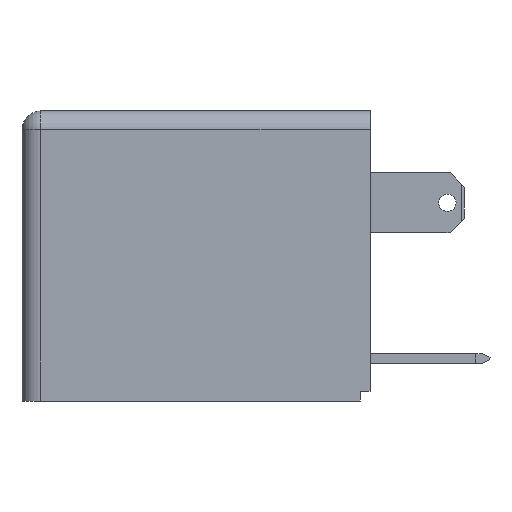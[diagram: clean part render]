
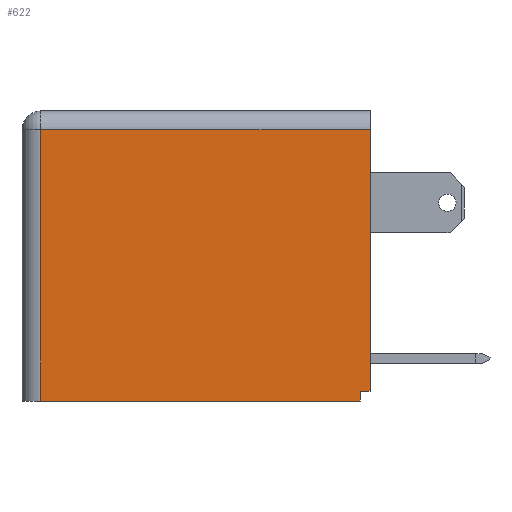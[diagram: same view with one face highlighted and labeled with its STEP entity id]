
A CAD part, left-side view. The second image highlights one B-rep face of the part: STEP entity #622.
In plain terms, the highlighted planar face has unit normal (-1, 0, 0).
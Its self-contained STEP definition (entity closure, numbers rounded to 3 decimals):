
#15 = ORIENTED_EDGE ( 'NONE', *, *, #339, .T. ) ;
#51 = DIRECTION ( 'NONE',  ( 0., -1., 0. ) ) ;
#68 = CARTESIAN_POINT ( 'NONE',  ( -10.85, -23.4, 12.3 ) ) ;
#88 = DIRECTION ( 'NONE',  ( 0., 0., -1. ) ) ;
#97 = LINE ( 'NONE', #227, #427 ) ;
#103 = ORIENTED_EDGE ( 'NONE', *, *, #2160, .F. ) ;
#227 = CARTESIAN_POINT ( 'NONE',  ( -10.85, 10.65, -15.75 ) ) ;
#252 = CARTESIAN_POINT ( 'NONE',  ( -10.85, -23.4, -14.75 ) ) ;
#283 = AXIS2_PLACEMENT_3D ( 'NONE', #1447, #463, #289 ) ;
#289 = DIRECTION ( 'NONE',  ( 0., 0., 1. ) ) ;
#339 = EDGE_CURVE ( 'NONE', #1484, #543, #676, .T. ) ;
#365 = VECTOR ( 'NONE', #1500, 1000. ) ;
#416 = LINE ( 'NONE', #1365, #365 ) ;
#427 = VECTOR ( 'NONE', #88, 1000. ) ;
#463 = DIRECTION ( 'NONE',  ( -1., 0., 0. ) ) ;
#488 = VECTOR ( 'NONE', #51, 1000. ) ;
#543 = VERTEX_POINT ( 'NONE', #252 ) ;
#573 = CARTESIAN_POINT ( 'NONE',  ( -10.85, -22.4, -15.75 ) ) ;
#587 = EDGE_CURVE ( 'NONE', #610, #1703, #1832, .T. ) ;
#610 = VERTEX_POINT ( 'NONE', #68 ) ;
#622 = ADVANCED_FACE ( 'NONE', ( #1121 ), #925, .T. ) ;
#647 = DIRECTION ( 'NONE',  ( 0., 0., -1. ) ) ;
#665 = ORIENTED_EDGE ( 'NONE', *, *, #1964, .T. ) ;
#676 = LINE ( 'NONE', #1351, #1056 ) ;
#709 = LINE ( 'NONE', #1584, #488 ) ;
#739 = VERTEX_POINT ( 'NONE', #1954 ) ;
#925 = PLANE ( 'NONE',  #283 ) ;
#977 = EDGE_CURVE ( 'NONE', #543, #610, #416, .T. ) ;
#1056 = VECTOR ( 'NONE', #1685, 1000. ) ;
#1057 = CARTESIAN_POINT ( 'NONE',  ( -10.85, -23.4, 12.3 ) ) ;
#1059 = ORIENTED_EDGE ( 'NONE', *, *, #2068, .T. ) ;
#1061 = DIRECTION ( 'NONE',  ( 0., 1., 0. ) ) ;
#1121 = FACE_OUTER_BOUND ( 'NONE', #1352, .T. ) ;
#1287 = CARTESIAN_POINT ( 'NONE',  ( -10.85, -22.4, -15.75 ) ) ;
#1351 = CARTESIAN_POINT ( 'NONE',  ( -10.85, -22.4, -14.75 ) ) ;
#1352 = EDGE_LOOP ( 'NONE', ( #15, #1490, #1745, #665, #1059, #103 ) ) ;
#1365 = CARTESIAN_POINT ( 'NONE',  ( -10.85, -23.4, -15.75 ) ) ;
#1447 = CARTESIAN_POINT ( 'NONE',  ( -10.85, -23.4, -15.75 ) ) ;
#1484 = VERTEX_POINT ( 'NONE', #1897 ) ;
#1490 = ORIENTED_EDGE ( 'NONE', *, *, #977, .T. ) ;
#1500 = DIRECTION ( 'NONE',  ( 0., 0., 1. ) ) ;
#1567 = VERTEX_POINT ( 'NONE', #573 ) ;
#1584 = CARTESIAN_POINT ( 'NONE',  ( -10.85, 12.6, -15.75 ) ) ;
#1685 = DIRECTION ( 'NONE',  ( 0., -1., 0. ) ) ;
#1703 = VERTEX_POINT ( 'NONE', #2110 ) ;
#1745 = ORIENTED_EDGE ( 'NONE', *, *, #587, .T. ) ;
#1832 = LINE ( 'NONE', #1057, #2033 ) ;
#1864 = LINE ( 'NONE', #1287, #2167 ) ;
#1897 = CARTESIAN_POINT ( 'NONE',  ( -10.85, -22.4, -14.75 ) ) ;
#1954 = CARTESIAN_POINT ( 'NONE',  ( -10.85, 10.65, -15.75 ) ) ;
#1964 = EDGE_CURVE ( 'NONE', #1703, #739, #97, .T. ) ;
#2033 = VECTOR ( 'NONE', #1061, 1000. ) ;
#2068 = EDGE_CURVE ( 'NONE', #739, #1567, #709, .T. ) ;
#2110 = CARTESIAN_POINT ( 'NONE',  ( -10.85, 10.65, 12.3 ) ) ;
#2160 = EDGE_CURVE ( 'NONE', #1484, #1567, #1864, .T. ) ;
#2167 = VECTOR ( 'NONE', #647, 1000. ) ;
